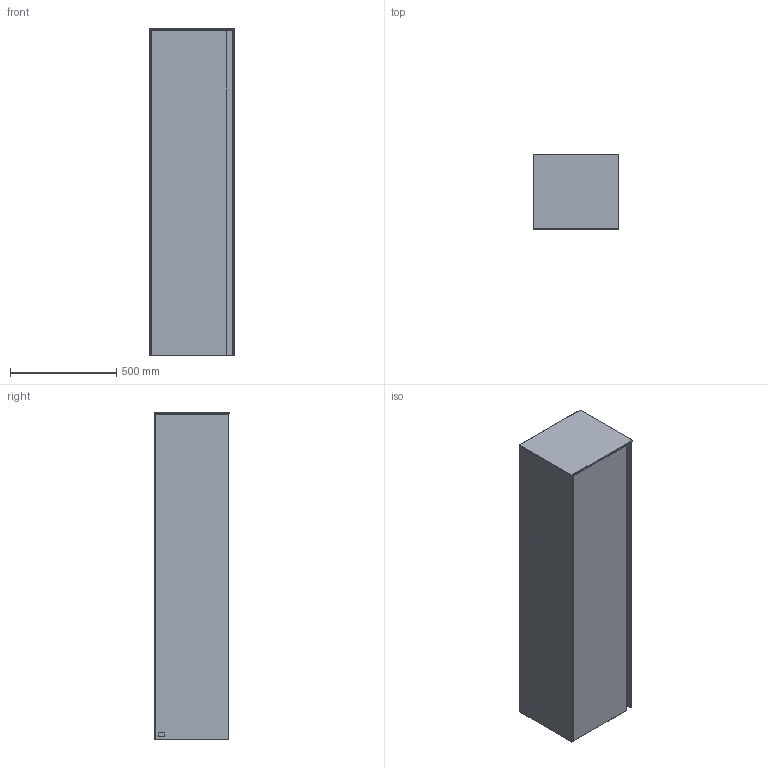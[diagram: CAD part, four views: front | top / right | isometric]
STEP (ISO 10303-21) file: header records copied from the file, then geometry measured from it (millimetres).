
FILE_DESCRIPTION((' '),'2;1');
FILE_NAME('C03500.stp','2022-04-21T13:13:00',(' '),(' '),' ','ACIS',' ');
FILE_SCHEMA(('CONFIG_CONTROL_DESIGN'));
Length unit declared in the file: millimetre
Products named in the file (18): C03500.stp; Körper1; Körper2; Körper3; Körper4; Körper5; Körper6; Körper7; Körper8; Körper9; Körper10; Körper11; Körper12; Körper13; Körper14; Körper15; Körper16; Körper17
Assembly tree (17 placements, depth 2):
  C03500.stp
    Körper1
    Körper2
    Körper3
    Körper4
    Körper5
    Körper6
    Körper7
    Körper8
    Körper9
    Körper10
    Körper11
    Körper12
    Körper13
    Körper14
    Körper15
    Körper16
    Körper17
Bounding box: 404 x 349 x 1538 mm (x, y, z)
Volume: 41674584.5 mm3; surface area: 9651185.9 mm2
Topology: 17 solids, 17 shells, 588 faces, 1187 edges, 770 vertices
Faces by surface type: plane 406, cylinder 178, sphere 4
Full cylindrical faces by diameter (mm): 3 x70, 5 x18, 6.5 x16, 8 x24, 8.02 x24, 10 x6, 12 x1, 14 x5
Entity records: 16786 total; most frequent: DIRECTION 2591, CARTESIAN_POINT 2350, ORIENTED_EDGE 1976, EDGE_CURVE 988, AXIS2_PLACEMENT_3D 980, EDGE_LOOP 937, VERTEX_POINT 739, VECTOR 631
